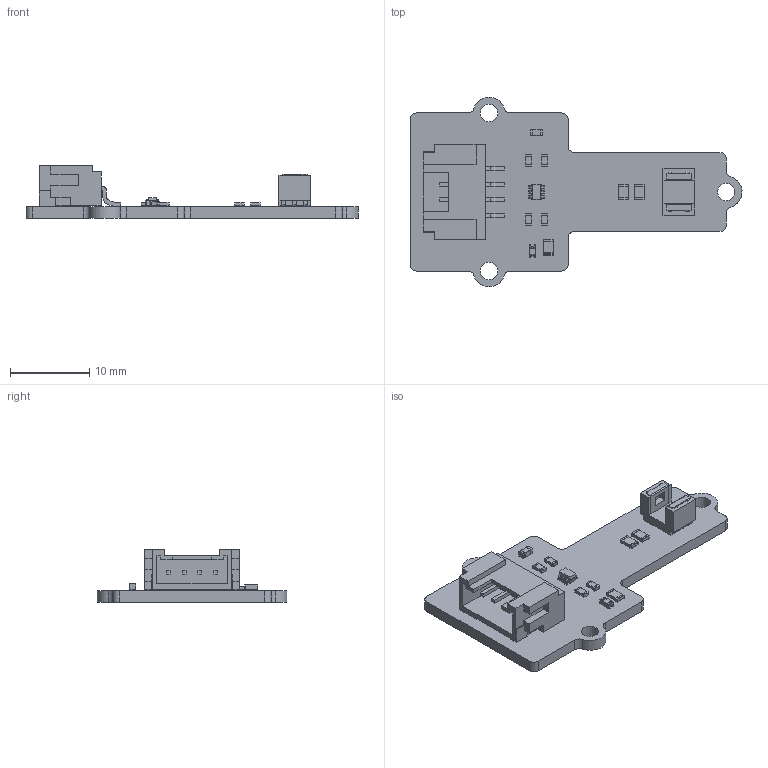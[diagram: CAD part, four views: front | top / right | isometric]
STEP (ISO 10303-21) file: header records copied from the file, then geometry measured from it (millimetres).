
FILE_DESCRIPTION(('KiCad electronic assembly'),'2;1');
FILE_NAME('iagabel.step','2025-07-10T12:13:10',('Pcbnew'),('Kicad'), 'Open CASCADE STEP processor 7.8','KiCad to STEP converter','Unknown' );
FILE_SCHEMA(('AUTOMOTIVE_DESIGN { 1 0 10303 214 1 1 1 1 }'));
Length unit declared in the file: millimetre
Products named in the file (16): iagabel 1; R_0805_2012Metric; R_0603_1608Metric; SOT-363_SC-70-6; D_0603_1608Metric; C_0603_1608Metric; vishay-tcut1300; A2008WR-S-4P; PinVornRechts; Pin1; Plastic; Pin2; Pin3; PinVornLinks; Pin4; iagabel_PCB
Assembly tree (20 placements, depth 3):
  iagabel 1
    R_0805_2012Metric  x3
    R_0603_1608Metric  x4
    SOT-363_SC-70-6
    D_0603_1608Metric
    C_0603_1608Metric
    vishay-tcut1300
    A2008WR-S-4P
      PinVornRechts
      Pin1
      Plastic
      Pin2
      Pin3
      PinVornLinks
      Pin4
    iagabel_PCB
Bounding box: 41.99 x 23.99 x 6.7 mm (x, y, z)
Volume: 1213.4 mm3; surface area: 2284.4 mm2
Topology: 19 solids, 19 shells, 624 faces, 1643 edges, 1066 vertices
Faces by surface type: plane 448, cylinder 138, bspline 38
Full cylindrical faces by diameter (mm): 2.2 x3
Entity records: 17433 total; most frequent: CARTESIAN_POINT 3218, ORIENTED_EDGE 2606, DIRECTION 2389, EDGE_CURVE 1303, LINE 1059, VECTOR 1059, VERTEX_POINT 846, AXIS2_PLACEMENT_3D 665
